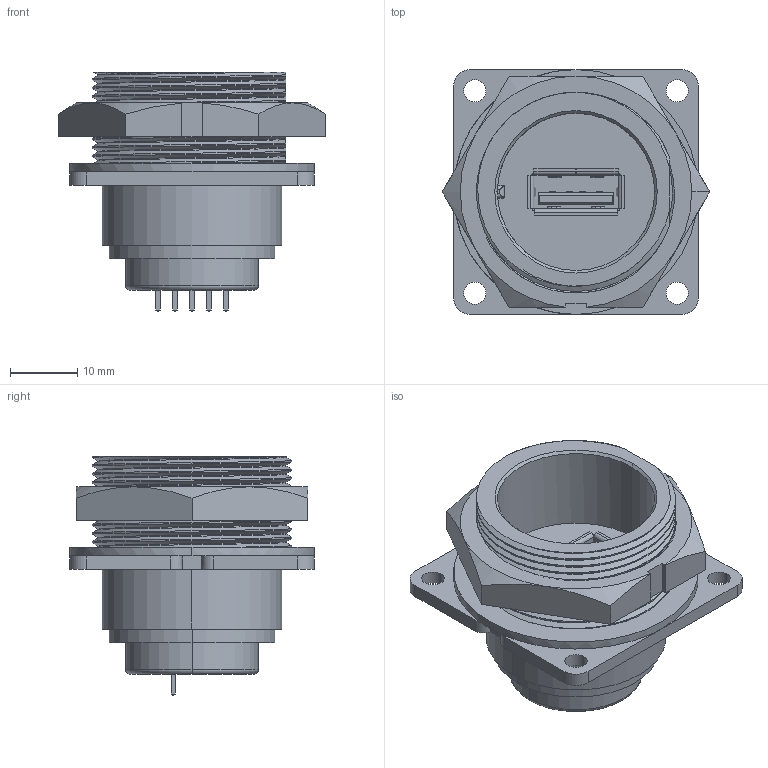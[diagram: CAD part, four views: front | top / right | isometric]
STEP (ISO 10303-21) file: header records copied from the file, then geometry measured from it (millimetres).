
FILE_DESCRIPTION (( 'STEP AP203' ), '1' );
FILE_NAME ('DCP-USBAT-HD.STEP', '2018-05-01T14:53:25', ( '' ), ( '' ), 'SwSTEP 2.0', 'SolidWorks 2017', '' );
FILE_SCHEMA (( 'CONFIG_CONTROL_DESIGN' ));
Length unit declared in the file: inch
Products named in the file (1): DCP-USBAT-HD
Bounding box: 39.89 x 36.53 x 35.73 mm (x, y, z)
Volume: 15999.7 mm3; surface area: 10318.3 mm2
Topology: 2 solids, 3 shells, 501 faces, 1326 edges, 844 vertices
Faces by surface type: plane 296, cylinder 165, bspline 29, cone 9, torus 2
Entity records: 24333 total; most frequent: CARTESIAN_POINT 12413, ORIENTED_EDGE 2648, DIRECTION 2244, EDGE_CURVE 1324, LINE 870, VECTOR 870, VERTEX_POINT 844, AXIS2_PLACEMENT_3D 687
